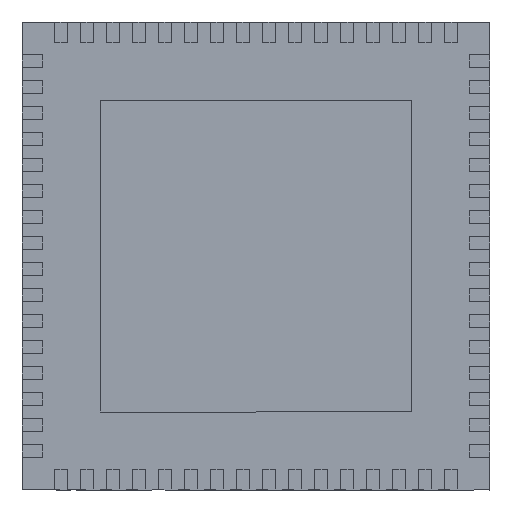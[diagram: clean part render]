
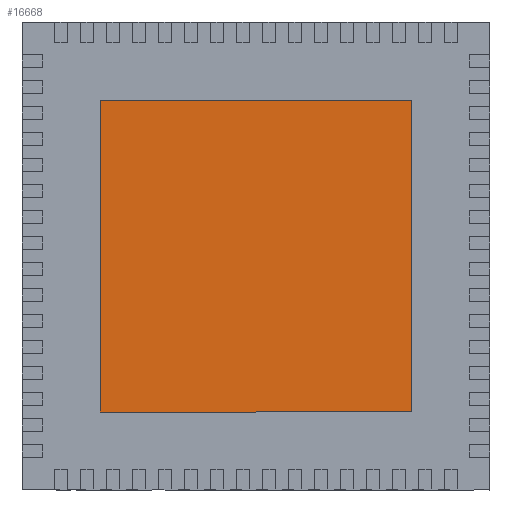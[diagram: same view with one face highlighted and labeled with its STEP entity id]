
A CAD part, front view. The second image highlights one B-rep face of the part: STEP entity #16668.
In plain terms, the highlighted planar face has unit normal (0, -1, 0).
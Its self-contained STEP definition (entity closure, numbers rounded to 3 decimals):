
#387 = PLANE ( 'NONE',  #11108 ) ;
#591 = CARTESIAN_POINT ( 'NONE',  ( 3., 0., -3. ) ) ;
#927 = EDGE_CURVE ( 'NONE', #10830, #19015, #8545, .T. ) ;
#943 = LINE ( 'NONE', #591, #17607 ) ;
#1456 = VECTOR ( 'NONE', #5573, 1000. ) ;
#1659 = DIRECTION ( 'NONE',  ( 0., 0., 1. ) ) ;
#1829 = ORIENTED_EDGE ( 'NONE', *, *, #927, .T. ) ;
#2032 = DIRECTION ( 'NONE',  ( 0., 0., -1. ) ) ;
#2454 = VECTOR ( 'NONE', #2032, 1000. ) ;
#2918 = VECTOR ( 'NONE', #1659, 1000. ) ;
#3343 = EDGE_CURVE ( 'NONE', #19015, #19019, #943, .T. ) ;
#4720 = VERTEX_POINT ( 'NONE', #11004 ) ;
#4921 = ORIENTED_EDGE ( 'NONE', *, *, #8015, .T. ) ;
#5093 = FACE_OUTER_BOUND ( 'NONE', #18378, .T. ) ;
#5573 = DIRECTION ( 'NONE',  ( -1., 0., 0. ) ) ;
#5634 = CARTESIAN_POINT ( 'NONE',  ( 3., 0., 3. ) ) ;
#6381 = DIRECTION ( 'NONE',  ( 1., 0., 0. ) ) ;
#6466 = CARTESIAN_POINT ( 'NONE',  ( 0., 0., 0. ) ) ;
#6494 = CARTESIAN_POINT ( 'NONE',  ( -3., 0., -3. ) ) ;
#8015 = EDGE_CURVE ( 'NONE', #4720, #10830, #8943, .T. ) ;
#8545 = LINE ( 'NONE', #6494, #2454 ) ;
#8556 = ORIENTED_EDGE ( 'NONE', *, *, #14192, .T. ) ;
#8943 = LINE ( 'NONE', #5634, #1456 ) ;
#9197 = DIRECTION ( 'NONE',  ( 0., -1., 0. ) ) ;
#10830 = VERTEX_POINT ( 'NONE', #16087 ) ;
#11004 = CARTESIAN_POINT ( 'NONE',  ( 3., 0., 3. ) ) ;
#11108 = AXIS2_PLACEMENT_3D ( 'NONE', #6466, #9197, #13746 ) ;
#11649 = LINE ( 'NONE', #12108, #2918 ) ;
#12108 = CARTESIAN_POINT ( 'NONE',  ( 3., 0., -3. ) ) ;
#13246 = CARTESIAN_POINT ( 'NONE',  ( 3., 0., -3. ) ) ;
#13746 = DIRECTION ( 'NONE',  ( 0., 0., -1. ) ) ;
#14192 = EDGE_CURVE ( 'NONE', #19019, #4720, #11649, .T. ) ;
#16087 = CARTESIAN_POINT ( 'NONE',  ( -3., 0., 3. ) ) ;
#16668 = ADVANCED_FACE ( 'NONE', ( #5093 ), #387, .T. ) ;
#17494 = CARTESIAN_POINT ( 'NONE',  ( -3., 0., -3. ) ) ;
#17607 = VECTOR ( 'NONE', #6381, 1000. ) ;
#17984 = ORIENTED_EDGE ( 'NONE', *, *, #3343, .T. ) ;
#18378 = EDGE_LOOP ( 'NONE', ( #1829, #17984, #8556, #4921 ) ) ;
#19015 = VERTEX_POINT ( 'NONE', #17494 ) ;
#19019 = VERTEX_POINT ( 'NONE', #13246 ) ;
